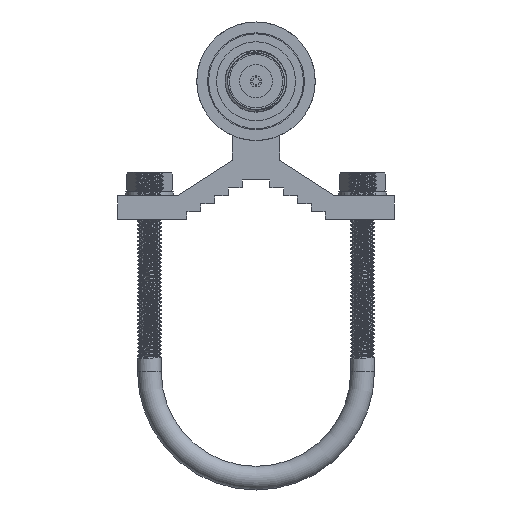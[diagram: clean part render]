
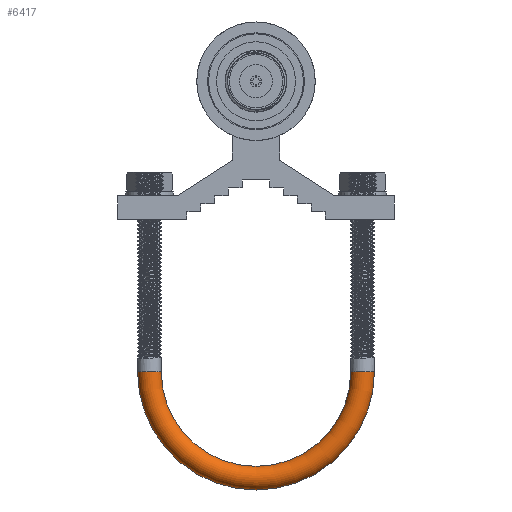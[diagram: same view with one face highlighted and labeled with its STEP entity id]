
A CAD part, front view. The second image highlights one B-rep face of the part: STEP entity #6417.
In plain terms, the highlighted toroidal (fillet/blend) face has major radius 27 mm and minor radius 3 mm.
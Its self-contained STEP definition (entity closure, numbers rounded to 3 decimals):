
#140 = DIRECTION ( 'NONE',  ( 0., 1., 0. ) ) ;
#406 = VERTEX_POINT ( 'NONE', #25520 ) ;
#2086 = CIRCLE ( 'NONE', #8354, 3. ) ;
#2758 = DIRECTION ( 'NONE',  ( 0., 1., 0. ) ) ;
#4441 = CARTESIAN_POINT ( 'NONE',  ( 24., 0., 27. ) ) ;
#5024 = EDGE_CURVE ( 'NONE', #15039, #6827, #5755, .T. ) ;
#5338 = VERTEX_POINT ( 'NONE', #4441 ) ;
#5755 = CIRCLE ( 'NONE', #24197, 3. ) ;
#6417 = ADVANCED_FACE ( 'NONE', ( #25652 ), #6751, .T. ) ;
#6751 = TOROIDAL_SURFACE ( 'NONE', #12786, 27., 3. ) ;
#6809 = DIRECTION ( 'NONE',  ( 0., 0., 1. ) ) ;
#6827 = VERTEX_POINT ( 'NONE', #15677 ) ;
#6999 = ORIENTED_EDGE ( 'NONE', *, *, #13892, .T. ) ;
#8354 = AXIS2_PLACEMENT_3D ( 'NONE', #9900, #19089, #14659 ) ;
#8652 = AXIS2_PLACEMENT_3D ( 'NONE', #17652, #140, #6809 ) ;
#9778 = CARTESIAN_POINT ( 'NONE',  ( 0., 0., 27. ) ) ;
#9900 = CARTESIAN_POINT ( 'NONE',  ( 27., 0., 27. ) ) ;
#11628 = DIRECTION ( 'NONE',  ( 0., 0., 1. ) ) ;
#12044 = DIRECTION ( 'NONE',  ( 0., 0., -1. ) ) ;
#12786 = AXIS2_PLACEMENT_3D ( 'NONE', #26866, #2758, #11628 ) ;
#13514 = EDGE_CURVE ( 'NONE', #406, #6827, #21690, .T. ) ;
#13892 = EDGE_CURVE ( 'NONE', #5338, #15039, #22722, .T. ) ;
#13985 = DIRECTION ( 'NONE',  ( 0., 1., 0. ) ) ;
#14659 = DIRECTION ( 'NONE',  ( 1., 0., 0. ) ) ;
#15039 = VERTEX_POINT ( 'NONE', #24604 ) ;
#15677 = CARTESIAN_POINT ( 'NONE',  ( -30., 0., 27. ) ) ;
#15991 = AXIS2_PLACEMENT_3D ( 'NONE', #9778, #13985, #20711 ) ;
#16352 = ORIENTED_EDGE ( 'NONE', *, *, #27492, .F. ) ;
#17652 = CARTESIAN_POINT ( 'NONE',  ( 0., 0., 27. ) ) ;
#17801 = ORIENTED_EDGE ( 'NONE', *, *, #13514, .F. ) ;
#19089 = DIRECTION ( 'NONE',  ( 0., 0., 1. ) ) ;
#19314 = CARTESIAN_POINT ( 'NONE',  ( -27., 0., 27. ) ) ;
#19835 = ORIENTED_EDGE ( 'NONE', *, *, #5024, .T. ) ;
#20711 = DIRECTION ( 'NONE',  ( 0., 0., 1. ) ) ;
#21690 = CIRCLE ( 'NONE', #8652, 30. ) ;
#22722 = CIRCLE ( 'NONE', #15991, 24. ) ;
#23505 = EDGE_LOOP ( 'NONE', ( #17801, #16352, #6999, #19835 ) ) ;
#24197 = AXIS2_PLACEMENT_3D ( 'NONE', #19314, #12044, #27393 ) ;
#24604 = CARTESIAN_POINT ( 'NONE',  ( -24., 0., 27. ) ) ;
#25520 = CARTESIAN_POINT ( 'NONE',  ( 30., 0., 27. ) ) ;
#25652 = FACE_OUTER_BOUND ( 'NONE', #23505, .T. ) ;
#26866 = CARTESIAN_POINT ( 'NONE',  ( 0., 0., 27. ) ) ;
#27393 = DIRECTION ( 'NONE',  ( -1., 0., 0. ) ) ;
#27492 = EDGE_CURVE ( 'NONE', #5338, #406, #2086, .T. ) ;
